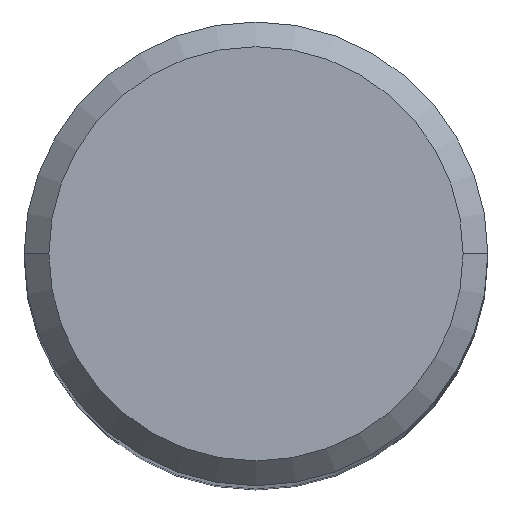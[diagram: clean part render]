
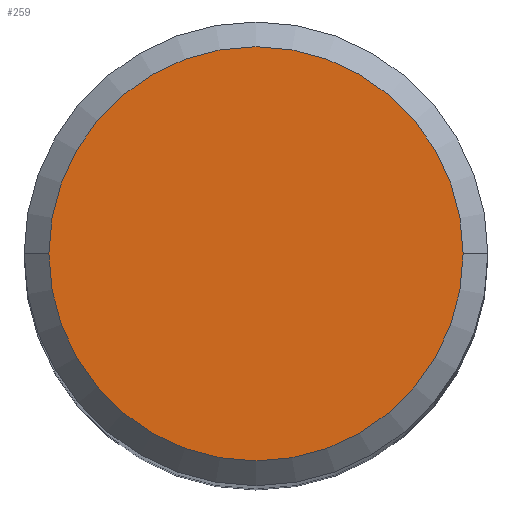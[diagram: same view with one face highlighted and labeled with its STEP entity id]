
A CAD part, top view. The second image highlights one B-rep face of the part: STEP entity #259.
In plain terms, the highlighted planar face has unit normal (0, 0, 1).
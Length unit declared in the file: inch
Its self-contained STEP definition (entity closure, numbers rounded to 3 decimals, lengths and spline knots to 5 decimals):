
#17 = DIRECTION ( 'NONE',  ( 1., 0., 0. ) ) ;
#36 = AXIS2_PLACEMENT_3D ( 'NONE', #83, #63, #243 ) ;
#40 = DIRECTION ( 'NONE',  ( 0., 0., -1. ) ) ;
#42 = CIRCLE ( 'NONE', #284, 0.1675 ) ;
#53 = DIRECTION ( 'NONE',  ( 0., 0., 1. ) ) ;
#63 = DIRECTION ( 'NONE',  ( 0., 0., 1. ) ) ;
#79 = DIRECTION ( 'NONE',  ( -1., 0., 0. ) ) ;
#83 = CARTESIAN_POINT ( 'NONE',  ( 0., 0., 0. ) ) ;
#101 = EDGE_CURVE ( 'NONE', #271, #102, #42, .T. ) ;
#102 = VERTEX_POINT ( 'NONE', #138 ) ;
#107 = FACE_OUTER_BOUND ( 'NONE', #335, .T. ) ;
#138 = CARTESIAN_POINT ( 'NONE',  ( -0.1675, 0., 0. ) ) ;
#176 = ORIENTED_EDGE ( 'NONE', *, *, #180, .T. ) ;
#180 = EDGE_CURVE ( 'NONE', #102, #271, #288, .T. ) ;
#190 = CARTESIAN_POINT ( 'NONE',  ( 0., 0., 0. ) ) ;
#195 = AXIS2_PLACEMENT_3D ( 'NONE', #353, #40, #79 ) ;
#243 = DIRECTION ( 'NONE',  ( 1., 0., 0. ) ) ;
#259 = ADVANCED_FACE ( 'NONE', ( #107 ), #291, .F. ) ;
#260 = ORIENTED_EDGE ( 'NONE', *, *, #101, .T. ) ;
#265 = CARTESIAN_POINT ( 'NONE',  ( 0.1675, 0., 0. ) ) ;
#271 = VERTEX_POINT ( 'NONE', #265 ) ;
#284 = AXIS2_PLACEMENT_3D ( 'NONE', #190, #53, #17 ) ;
#288 = CIRCLE ( 'NONE', #36, 0.1675 ) ;
#291 = PLANE ( 'NONE',  #195 ) ;
#335 = EDGE_LOOP ( 'NONE', ( #176, #260 ) ) ;
#353 = CARTESIAN_POINT ( 'NONE',  ( 0., 0.1675, 0. ) ) ;
